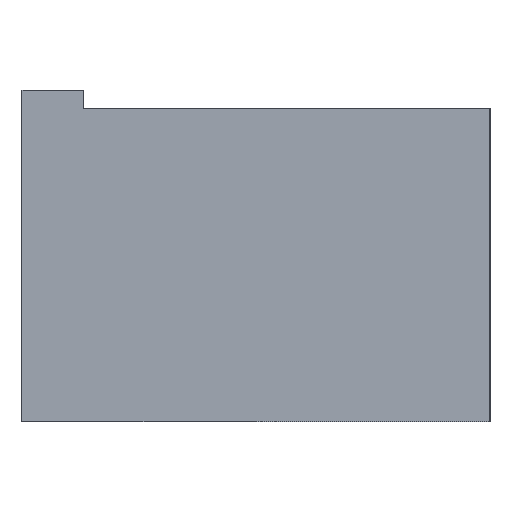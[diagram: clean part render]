
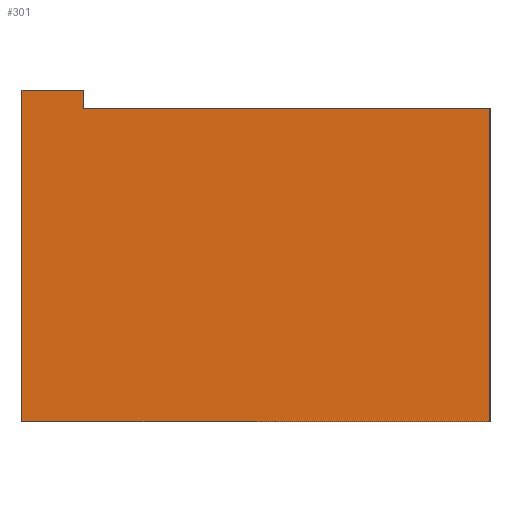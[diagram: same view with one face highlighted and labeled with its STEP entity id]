
A CAD part, left-side view. The second image highlights one B-rep face of the part: STEP entity #301.
In plain terms, the highlighted planar face has unit normal (-1, 0, 0).
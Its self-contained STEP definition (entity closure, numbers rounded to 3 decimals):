
#31=FACE_OUTER_BOUND('',#48,.T.);
#48=EDGE_LOOP('',(#230,#231,#232,#233,#234,#235));
#64=LINE('',#436,#100);
#69=LINE('',#445,#105);
#78=LINE('',#472,#114);
#81=LINE('',#478,#117);
#82=LINE('',#480,#118);
#83=LINE('',#481,#119);
#100=VECTOR('',#353,10.);
#105=VECTOR('',#360,10.);
#114=VECTOR('',#387,10.);
#117=VECTOR('',#392,10.);
#118=VECTOR('',#393,10.);
#119=VECTOR('',#394,10.);
#136=VERTEX_POINT('',#433);
#137=VERTEX_POINT('',#435);
#140=VERTEX_POINT('',#443);
#149=VERTEX_POINT('',#471);
#151=VERTEX_POINT('',#477);
#152=VERTEX_POINT('',#479);
#162=EDGE_CURVE('',#137,#136,#64,.T.);
#167=EDGE_CURVE('',#140,#136,#69,.T.);
#180=EDGE_CURVE('',#137,#149,#78,.T.);
#183=EDGE_CURVE('',#151,#140,#81,.T.);
#184=EDGE_CURVE('',#151,#152,#82,.T.);
#185=EDGE_CURVE('',#152,#149,#83,.T.);
#230=ORIENTED_EDGE('',*,*,#183,.F.);
#231=ORIENTED_EDGE('',*,*,#184,.T.);
#232=ORIENTED_EDGE('',*,*,#185,.T.);
#233=ORIENTED_EDGE('',*,*,#180,.F.);
#234=ORIENTED_EDGE('',*,*,#162,.T.);
#235=ORIENTED_EDGE('',*,*,#167,.F.);
#284=PLANE('',#336);
#301=ADVANCED_FACE('',(#31),#284,.T.);
#336=AXIS2_PLACEMENT_3D('',#476,#390,#391);
#353=DIRECTION('',(0.,0.,1.));
#360=DIRECTION('',(0.,-1.,0.));
#387=DIRECTION('',(0.,-1.,0.));
#390=DIRECTION('center_axis',(-1.,0.,0.));
#391=DIRECTION('ref_axis',(0.,-1.,0.));
#392=DIRECTION('',(0.,0.,1.));
#393=DIRECTION('',(0.,-1.,0.));
#394=DIRECTION('',(0.,0.,1.));
#433=CARTESIAN_POINT('',(-5.,108.,92.));
#435=CARTESIAN_POINT('',(-5.,108.,87.));
#436=CARTESIAN_POINT('',(-5.,108.,87.));
#443=CARTESIAN_POINT('',(-5.,125.,92.));
#445=CARTESIAN_POINT('',(-5.,108.,92.));
#471=CARTESIAN_POINT('',(-5.,-5.,87.));
#472=CARTESIAN_POINT('',(-5.,125.,87.));
#476=CARTESIAN_POINT('Origin',(-5.,125.,0.));
#477=CARTESIAN_POINT('',(-5.,125.,0.));
#478=CARTESIAN_POINT('',(-5.,125.,67.));
#479=CARTESIAN_POINT('',(-5.,-5.,0.));
#480=CARTESIAN_POINT('',(-5.,125.,0.));
#481=CARTESIAN_POINT('',(-5.,-5.,0.));
